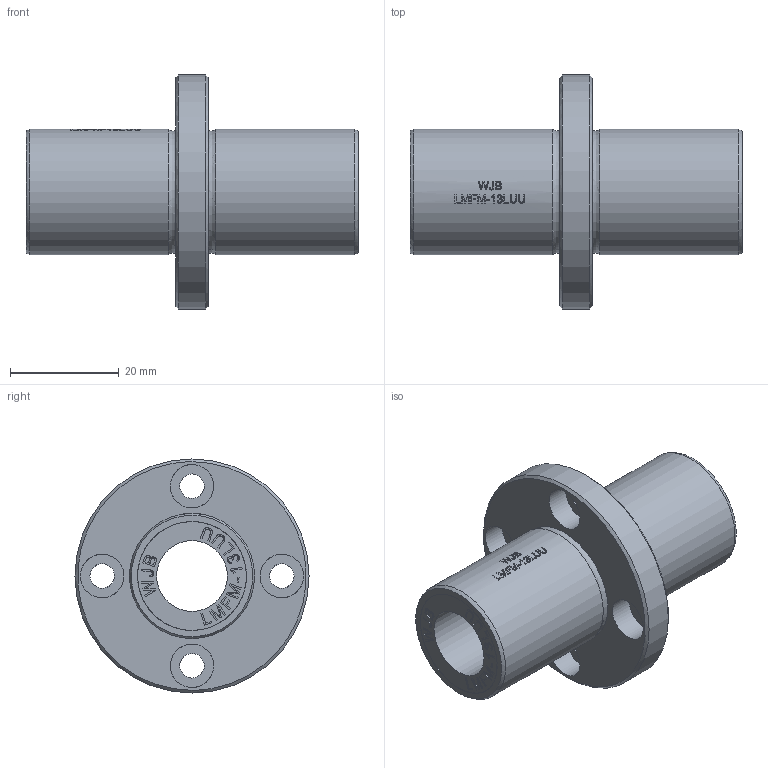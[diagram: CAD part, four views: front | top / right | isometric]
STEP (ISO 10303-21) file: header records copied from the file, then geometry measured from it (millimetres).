
FILE_DESCRIPTION(/* description */ (''),/* implementation_level */ '2;1');
FILE_NAME(/* name */ 'WJB-LMFM-13LUU.stp',/* time_stamp */ '2018-09-23T09:01:40+08:00',/* author */ (''),/* organization */ (''),/* preprocessor_version */ 'ST-DEVELOPER v11',/* originating_system */ 'SIEMENS UGS NX 6.0',/* authorisation */ '');
FILE_SCHEMA (('CONFIG_CONTROL_DESIGN'));
Length unit declared in the file: millimetre
Products named in the file (1): WJB-LMFM-13LUU
Bounding box: 61 x 43 x 43 mm (x, y, z)
Volume: 22356.6 mm3; surface area: 10274.5 mm2
Topology: 1 solids, 1 shells, 393 faces, 1042 edges, 704 vertices
Faces by surface type: plane 265, extrusion 93, cylinder 29, torus 4, cone 2
Full cylindrical faces by diameter (mm): 4.5 x4, 8 x4, 13 x1, 20 x2, 23 x2, 43 x1
Entity records: 15410 total; most frequent: CARTESIAN_POINT 6246, ORIENTED_EDGE 2044, DIRECTION 1423, EDGE_CURVE 1022, VERTEX_POINT 704, VECTOR 633, LINE 540, B_SPLINE_CURVE_WITH_KNOTS 481
